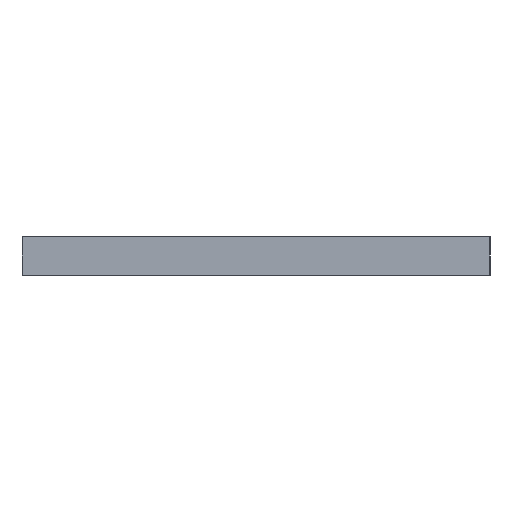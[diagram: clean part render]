
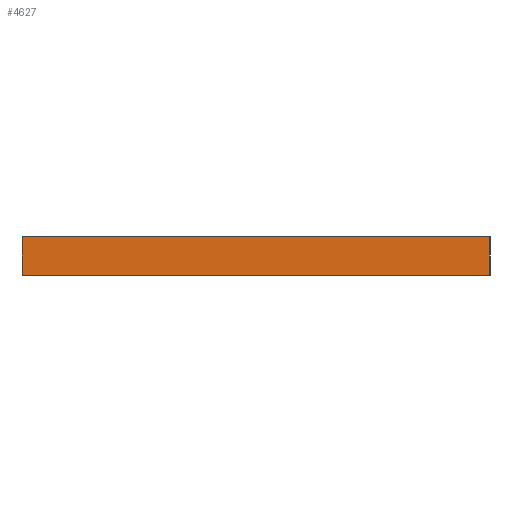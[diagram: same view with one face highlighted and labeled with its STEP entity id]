
A CAD part, left-side view. The second image highlights one B-rep face of the part: STEP entity #4627.
In plain terms, the highlighted planar face has unit normal (-1, 0, 0).
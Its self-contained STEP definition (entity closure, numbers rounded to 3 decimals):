
#267=FACE_OUTER_BOUND('',#499,.T.);
#499=EDGE_LOOP('',(#4183,#4184,#4185,#4186));
#581=LINE('',#6162,#1223);
#800=LINE('',#6627,#1442);
#1142=LINE('',#7307,#1784);
#1143=LINE('',#7309,#1785);
#1223=VECTOR('',#5013,10.);
#1442=VECTOR('',#5300,10.);
#1784=VECTOR('',#5986,10.);
#1785=VECTOR('',#5989,10.);
#1843=VERTEX_POINT('',#6155);
#1846=VERTEX_POINT('',#6160);
#2057=VERTEX_POINT('',#6624);
#2058=VERTEX_POINT('',#6626);
#2305=EDGE_CURVE('',#1846,#1843,#581,.T.);
#2538=EDGE_CURVE('',#2057,#2058,#800,.T.);
#2880=EDGE_CURVE('',#1846,#2058,#1142,.T.);
#2881=EDGE_CURVE('',#1843,#2057,#1143,.T.);
#4183=ORIENTED_EDGE('',*,*,#2880,.T.);
#4184=ORIENTED_EDGE('',*,*,#2538,.F.);
#4185=ORIENTED_EDGE('',*,*,#2881,.F.);
#4186=ORIENTED_EDGE('',*,*,#2305,.F.);
#4407=PLANE('',#4877);
#4627=ADVANCED_FACE('',(#267),#4407,.T.);
#4877=AXIS2_PLACEMENT_3D('',#7308,#5987,#5988);
#5013=DIRECTION('',(0.,1.,0.));
#5300=DIRECTION('',(0.,-1.,0.));
#5986=DIRECTION('',(0.,0.,1.));
#5987=DIRECTION('center_axis',(-1.,0.,0.));
#5988=DIRECTION('ref_axis',(0.,-1.,0.));
#5989=DIRECTION('',(0.,0.,1.));
#6155=CARTESIAN_POINT('',(0.,0.,-3.25));
#6160=CARTESIAN_POINT('',(0.,-57.15,-3.25));
#6162=CARTESIAN_POINT('',(0.,-57.15,-3.25));
#6624=CARTESIAN_POINT('',(0.,0.,1.5));
#6626=CARTESIAN_POINT('',(0.,-57.15,1.5));
#6627=CARTESIAN_POINT('',(0.,0.,1.5));
#7307=CARTESIAN_POINT('',(0.,-57.15,0.));
#7308=CARTESIAN_POINT('Origin',(0.,0.,0.));
#7309=CARTESIAN_POINT('',(0.,0.,0.));
